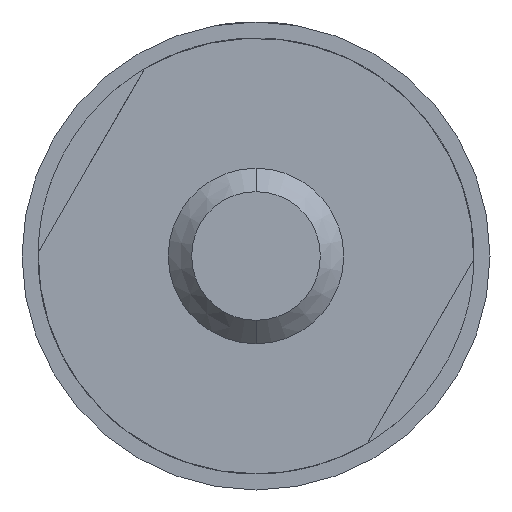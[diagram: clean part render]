
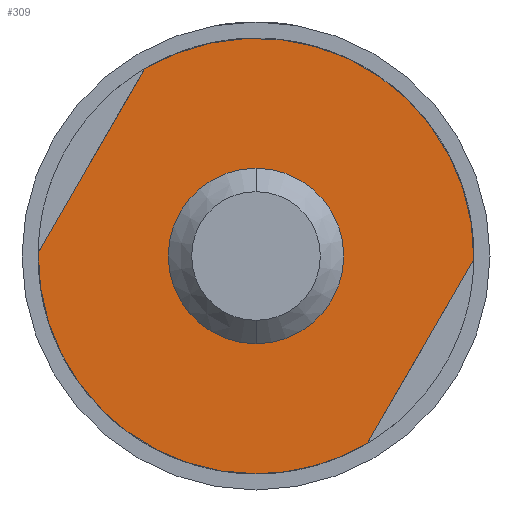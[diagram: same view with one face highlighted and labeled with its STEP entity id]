
A CAD part, front view. The second image highlights one B-rep face of the part: STEP entity #309.
In plain terms, the highlighted planar face has unit normal (0, -1, 0).
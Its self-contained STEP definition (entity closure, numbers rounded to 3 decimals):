
#63 = CIRCLE ( 'NONE', #1236, 3. ) ;
#74 = LINE ( 'NONE', #3237, #1642 ) ;
#114 = ORIENTED_EDGE ( 'NONE', *, *, #773, .T. ) ;
#172 = DIRECTION ( 'NONE',  ( 0., -1., 0. ) ) ;
#183 = AXIS2_PLACEMENT_3D ( 'NONE', #3152, #1026, #2536 ) ;
#218 = VERTEX_POINT ( 'NONE', #2024 ) ;
#309 = ADVANCED_FACE ( 'Defeature ausgef�hrt2_19', ( #821, #2128 ), #2724, .T. ) ;
#343 = CARTESIAN_POINT ( 'NONE',  ( 0., -54.2, -3. ) ) ;
#417 = CARTESIAN_POINT ( 'NONE',  ( 0., -54.2, 3. ) ) ;
#617 = DIRECTION ( 'NONE',  ( 0.5, 0., 0.866 ) ) ;
#664 = ORIENTED_EDGE ( 'NONE', *, *, #2555, .F. ) ;
#750 = AXIS2_PLACEMENT_3D ( 'NONE', #1900, #1020, #2312 ) ;
#773 = EDGE_CURVE ( 'Defeature ausgef�hrt2_19+Defeature ausgef�hrt2_18+Defeature ausgef�hrt2_29+Defeature ausgef�hrt2_28', #1069, #218, #3029, .T. ) ;
#821 = FACE_OUTER_BOUND ( 'NONE', #2037, .T. ) ;
#1012 = CARTESIAN_POINT ( 'NONE',  ( 3., -54.2, 0. ) ) ;
#1020 = DIRECTION ( 'NONE',  ( 0., -1., 0. ) ) ;
#1026 = DIRECTION ( 'NONE',  ( 0., -1., 0. ) ) ;
#1069 = VERTEX_POINT ( 'NONE', #1451 ) ;
#1236 = AXIS2_PLACEMENT_3D ( 'NONE', #3339, #2720, #3682 ) ;
#1275 = VERTEX_POINT ( 'NONE', #343 ) ;
#1364 = CIRCLE ( 'NONE', #183, 7.445 ) ;
#1407 = VERTEX_POINT ( 'NONE', #417 ) ;
#1451 = CARTESIAN_POINT ( 'NONE',  ( 7.444, -54.2, -0.106 ) ) ;
#1546 = EDGE_CURVE ( 'Defeature ausgef�hrt2_19+Defeature ausgef�hrt2_0+Defeature ausgef�hrt2_28+Defeature ausgef�hrt2_29', #3886, #1666, #2159, .T. ) ;
#1585 = DIRECTION ( 'NONE',  ( 0., -1., 0. ) ) ;
#1611 = AXIS2_PLACEMENT_3D ( 'NONE', #3371, #2525, #2249 ) ;
#1620 = EDGE_CURVE ( 'Defeature ausgef�hrt2_29+Defeature ausgef�hrt2_19+Defeature ausgef�hrt2_18+Defeature ausgef�hrt2_0', #1069, #1666, #74, .T. ) ;
#1642 = VECTOR ( 'NONE', #2964, 1000. ) ;
#1666 = VERTEX_POINT ( 'NONE', #3608 ) ;
#1900 = CARTESIAN_POINT ( 'NONE',  ( 0., -54.2, 0. ) ) ;
#1990 = CARTESIAN_POINT ( 'NONE',  ( 0., -54.2, 0. ) ) ;
#2024 = CARTESIAN_POINT ( 'NONE',  ( -3.814, -54.2, 6.394 ) ) ;
#2030 = AXIS2_PLACEMENT_3D ( 'NONE', #1012, #1585, #2769 ) ;
#2037 = EDGE_LOOP ( 'NONE', ( #2280, #114, #3067, #2512, #2557 ) ) ;
#2128 = FACE_BOUND ( 'NONE', #3354, .T. ) ;
#2159 = CIRCLE ( 'NONE', #3535, 7.445 ) ;
#2196 = LINE ( 'NONE', #2407, #3602 ) ;
#2249 = DIRECTION ( 'NONE',  ( 0., 0., -1. ) ) ;
#2280 = ORIENTED_EDGE ( 'NONE', *, *, #1620, .F. ) ;
#2286 = DIRECTION ( 'NONE',  ( 0., 0., -1. ) ) ;
#2312 = DIRECTION ( 'NONE',  ( 0., 0., -1. ) ) ;
#2375 = VERTEX_POINT ( 'NONE', #2662 ) ;
#2407 = CARTESIAN_POINT ( 'NONE',  ( -4.879, -54.2, 4.549 ) ) ;
#2512 = ORIENTED_EDGE ( 'NONE', *, *, #3154, .T. ) ;
#2525 = DIRECTION ( 'NONE',  ( 0., -1., 0. ) ) ;
#2536 = DIRECTION ( 'NONE',  ( 0., 0., -1. ) ) ;
#2548 = CARTESIAN_POINT ( 'NONE',  ( 0., -54.2, -7.445 ) ) ;
#2555 = EDGE_CURVE ( 'Defeature ausgef�hrt2_1+Defeature ausgef�hrt2_19+Defeature ausgef�hrt2_19+Defeature ausgef�hrt2_19', #1407, #1275, #63, .T. ) ;
#2557 = ORIENTED_EDGE ( 'NONE', *, *, #1546, .T. ) ;
#2662 = CARTESIAN_POINT ( 'NONE',  ( -7.444, -54.2, 0.106 ) ) ;
#2720 = DIRECTION ( 'NONE',  ( 0., -1., 0. ) ) ;
#2724 = PLANE ( 'NONE',  #2030 ) ;
#2769 = DIRECTION ( 'NONE',  ( 0., 0., -1. ) ) ;
#2959 = EDGE_CURVE ( 'Defeature ausgef�hrt2_28+Defeature ausgef�hrt2_19+Defeature ausgef�hrt2_0+Defeature ausgef�hrt2_18', #2375, #218, #2196, .T. ) ;
#2962 = ORIENTED_EDGE ( 'NONE', *, *, #3383, .F. ) ;
#2964 = DIRECTION ( 'NONE',  ( -0.5, 0., -0.866 ) ) ;
#3029 = CIRCLE ( 'NONE', #750, 7.445 ) ;
#3067 = ORIENTED_EDGE ( 'NONE', *, *, #2959, .F. ) ;
#3152 = CARTESIAN_POINT ( 'NONE',  ( 0., -54.2, 0. ) ) ;
#3154 = EDGE_CURVE ( 'Defeature ausgef�hrt2_19+Defeature ausgef�hrt2_0+Defeature ausgef�hrt2_28+Defeature ausgef�hrt2_29', #2375, #3886, #1364, .T. ) ;
#3237 = CARTESIAN_POINT ( 'NONE',  ( 6.379, -54.2, -1.951 ) ) ;
#3339 = CARTESIAN_POINT ( 'NONE',  ( 0., -54.2, 0. ) ) ;
#3354 = EDGE_LOOP ( 'NONE', ( #2962, #664 ) ) ;
#3371 = CARTESIAN_POINT ( 'NONE',  ( 0., -54.2, 0. ) ) ;
#3383 = EDGE_CURVE ( 'Defeature ausgef�hrt2_1+Defeature ausgef�hrt2_19+Defeature ausgef�hrt2_19+Defeature ausgef�hrt2_19', #1275, #1407, #3831, .T. ) ;
#3535 = AXIS2_PLACEMENT_3D ( 'NONE', #1990, #172, #2286 ) ;
#3602 = VECTOR ( 'NONE', #617, 1000. ) ;
#3608 = CARTESIAN_POINT ( 'NONE',  ( 3.814, -54.2, -6.394 ) ) ;
#3682 = DIRECTION ( 'NONE',  ( 0., 0., -1. ) ) ;
#3831 = CIRCLE ( 'NONE', #1611, 3. ) ;
#3886 = VERTEX_POINT ( 'NONE', #2548 ) ;
